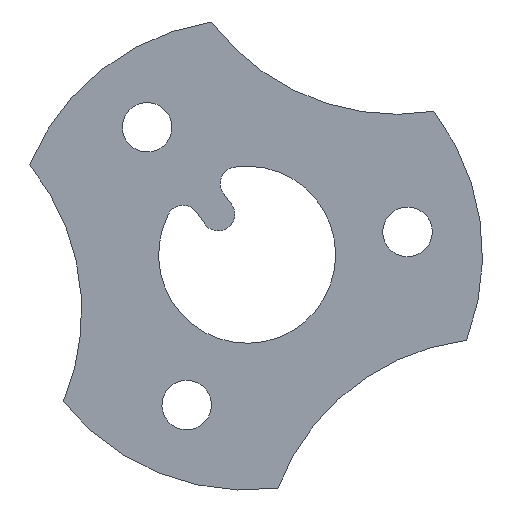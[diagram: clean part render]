
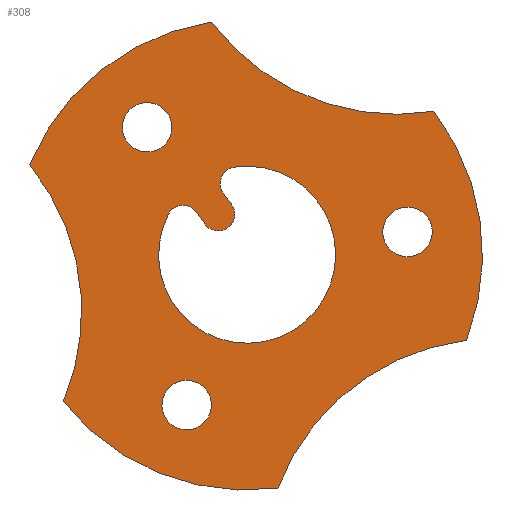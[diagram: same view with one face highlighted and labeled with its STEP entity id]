
A CAD part, left-side view. The second image highlights one B-rep face of the part: STEP entity #308.
In plain terms, the highlighted planar face has unit normal (-1, 0, 0).
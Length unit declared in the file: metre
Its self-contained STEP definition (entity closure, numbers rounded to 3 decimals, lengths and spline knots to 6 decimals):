
#35=LINE('',#540,#51);
#36=LINE('',#544,#52);
#51=VECTOR('',#436,1.);
#52=VECTOR('',#439,1.);
#80=ORIENTED_EDGE('',*,*,#164,.F.);
#81=ORIENTED_EDGE('',*,*,#165,.F.);
#82=ORIENTED_EDGE('',*,*,#166,.F.);
#83=ORIENTED_EDGE('',*,*,#167,.T.);
#84=ORIENTED_EDGE('',*,*,#168,.F.);
#85=ORIENTED_EDGE('',*,*,#169,.T.);
#86=ORIENTED_EDGE('',*,*,#170,.F.);
#87=ORIENTED_EDGE('',*,*,#171,.T.);
#88=ORIENTED_EDGE('',*,*,#172,.F.);
#89=ORIENTED_EDGE('',*,*,#173,.T.);
#90=ORIENTED_EDGE('',*,*,#174,.T.);
#91=ORIENTED_EDGE('',*,*,#175,.T.);
#92=ORIENTED_EDGE('',*,*,#176,.F.);
#93=ORIENTED_EDGE('',*,*,#177,.F.);
#94=ORIENTED_EDGE('',*,*,#178,.T.);
#164=EDGE_CURVE('',#206,#206,#234,.F.);
#165=EDGE_CURVE('',#207,#207,#235,.F.);
#166=EDGE_CURVE('',#208,#208,#236,.F.);
#167=EDGE_CURVE('',#209,#210,#237,.T.);
#168=EDGE_CURVE('',#211,#210,#238,.T.);
#169=EDGE_CURVE('',#211,#212,#239,.T.);
#170=EDGE_CURVE('',#213,#212,#240,.T.);
#171=EDGE_CURVE('',#213,#214,#241,.T.);
#172=EDGE_CURVE('',#209,#214,#242,.T.);
#173=EDGE_CURVE('',#215,#216,#243,.T.);
#174=EDGE_CURVE('',#216,#217,#244,.T.);
#175=EDGE_CURVE('',#217,#218,#35,.T.);
#176=EDGE_CURVE('',#219,#218,#245,.T.);
#177=EDGE_CURVE('',#220,#219,#36,.T.);
#178=EDGE_CURVE('',#220,#215,#246,.T.);
#206=VERTEX_POINT('',#518);
#207=VERTEX_POINT('',#520);
#208=VERTEX_POINT('',#522);
#209=VERTEX_POINT('',#524);
#210=VERTEX_POINT('',#525);
#211=VERTEX_POINT('',#527);
#212=VERTEX_POINT('',#529);
#213=VERTEX_POINT('',#531);
#214=VERTEX_POINT('',#533);
#215=VERTEX_POINT('',#536);
#216=VERTEX_POINT('',#537);
#217=VERTEX_POINT('',#539);
#218=VERTEX_POINT('',#541);
#219=VERTEX_POINT('',#543);
#220=VERTEX_POINT('',#545);
#234=CIRCLE('',#352,0.001191);
#235=CIRCLE('',#353,0.001191);
#236=CIRCLE('',#354,0.001191);
#237=CIRCLE('',#355,0.011135);
#238=CIRCLE('',#356,0.011311);
#239=CIRCLE('',#357,0.011135);
#240=CIRCLE('',#358,0.011311);
#241=CIRCLE('',#359,0.011135);
#242=CIRCLE('',#360,0.011311);
#243=CIRCLE('',#361,0.004254);
#244=CIRCLE('',#362,0.000794);
#245=CIRCLE('',#363,0.000794);
#246=CIRCLE('',#364,0.000794);
#252=EDGE_LOOP('',(#80));
#253=EDGE_LOOP('',(#81));
#254=EDGE_LOOP('',(#82));
#255=EDGE_LOOP('',(#83,#84,#85,#86,#87,#88));
#256=EDGE_LOOP('',(#89,#90,#91,#92,#93,#94));
#280=FACE_BOUND('',#252,.T.);
#281=FACE_BOUND('',#253,.T.);
#282=FACE_BOUND('',#254,.T.);
#283=FACE_BOUND('',#255,.T.);
#284=FACE_BOUND('',#256,.T.);
#304=PLANE('',#351);
#308=ADVANCED_FACE('',(#280,#281,#282,#283,#284),#304,.F.);
#351=AXIS2_PLACEMENT_3D('',#516,#412,#413);
#352=AXIS2_PLACEMENT_3D('',#517,#414,#415);
#353=AXIS2_PLACEMENT_3D('',#519,#416,#417);
#354=AXIS2_PLACEMENT_3D('',#521,#418,#419);
#355=AXIS2_PLACEMENT_3D('',#523,#420,#421);
#356=AXIS2_PLACEMENT_3D('',#526,#422,#423);
#357=AXIS2_PLACEMENT_3D('',#528,#424,#425);
#358=AXIS2_PLACEMENT_3D('',#530,#426,#427);
#359=AXIS2_PLACEMENT_3D('',#532,#428,#429);
#360=AXIS2_PLACEMENT_3D('',#534,#430,#431);
#361=AXIS2_PLACEMENT_3D('',#535,#432,#433);
#362=AXIS2_PLACEMENT_3D('',#538,#434,#435);
#363=AXIS2_PLACEMENT_3D('',#542,#437,#438);
#364=AXIS2_PLACEMENT_3D('',#546,#440,#441);
#412=DIRECTION('',(1.,0.,0.));
#413=DIRECTION('',(0.,0.392,0.92));
#414=DIRECTION('',(1.,0.,0.));
#415=DIRECTION('',(0.,-0.07,-0.998));
#416=DIRECTION('',(1.,0.,0.));
#417=DIRECTION('',(0.,-0.07,-0.998));
#418=DIRECTION('',(1.,0.,0.));
#419=DIRECTION('',(0.,-0.07,-0.998));
#420=DIRECTION('',(1.,0.,0.));
#421=DIRECTION('',(0.,0.92,-0.392));
#422=DIRECTION('',(1.,0.,0.));
#423=DIRECTION('',(0.,0.92,-0.392));
#424=DIRECTION('',(1.,0.,0.));
#425=DIRECTION('',(0.,0.92,-0.392));
#426=DIRECTION('',(1.,0.,0.));
#427=DIRECTION('',(0.,0.92,-0.392));
#428=DIRECTION('',(1.,0.,0.));
#429=DIRECTION('',(0.,0.92,-0.392));
#430=DIRECTION('',(1.,0.,0.));
#431=DIRECTION('',(0.,0.92,-0.392));
#432=DIRECTION('',(1.,0.,0.));
#433=DIRECTION('',(0.,-0.07,-0.998));
#434=DIRECTION('',(1.,0.,0.));
#435=DIRECTION('',(0.,-0.07,-0.998));
#436=DIRECTION('',(0.,-0.581,-0.814));
#437=DIRECTION('',(1.,0.,0.));
#438=DIRECTION('',(0.,-0.07,-0.998));
#439=DIRECTION('',(0.,-0.581,-0.814));
#440=DIRECTION('',(1.,0.,0.));
#441=DIRECTION('',(0.,-0.07,-0.998));
#516=CARTESIAN_POINT('',(-0.031317,0.473149,-0.039258));
#517=CARTESIAN_POINT('',(-0.031317,0.478061,-0.033407));
#518=CARTESIAN_POINT('',(-0.031317,0.477979,-0.034595));
#519=CARTESIAN_POINT('',(-0.031317,0.465554,-0.038433));
#520=CARTESIAN_POINT('',(-0.031317,0.465472,-0.039621));
#521=CARTESIAN_POINT('',(-0.031317,0.476161,-0.046751));
#522=CARTESIAN_POINT('',(-0.031317,0.476078,-0.047939));
#523=CARTESIAN_POINT('',(-0.031317,0.492337,-0.042247));
#524=CARTESIAN_POINT('',(-0.031317,0.483711,-0.035207));
#525=CARTESIAN_POINT('',(-0.031317,0.482088,-0.0466));
#526=CARTESIAN_POINT('',(-0.031317,0.473259,-0.039531));
#527=CARTESIAN_POINT('',(-0.031317,0.471777,-0.050744));
#528=CARTESIAN_POINT('',(-0.031317,0.461367,-0.054694));
#529=CARTESIAN_POINT('',(-0.031317,0.462722,-0.043642));
#530=CARTESIAN_POINT('',(-0.031317,0.473259,-0.039531));
#531=CARTESIAN_POINT('',(-0.031317,0.464288,-0.032641));
#532=CARTESIAN_POINT('',(-0.031317,0.466073,-0.02165));
#533=CARTESIAN_POINT('',(-0.031317,0.474967,-0.028349));
#534=CARTESIAN_POINT('',(-0.031317,0.473259,-0.039531));
#535=CARTESIAN_POINT('',(-0.031317,0.473259,-0.039531));
#536=CARTESIAN_POINT('',(-0.031317,0.473865,-0.03532));
#537=CARTESIAN_POINT('',(-0.031317,0.477043,-0.037587));
#538=CARTESIAN_POINT('',(-0.031317,0.476336,-0.03795));
#539=CARTESIAN_POINT('',(-0.031317,0.47569,-0.037489));
#540=CARTESIAN_POINT('',(-0.031317,0.475489,-0.037771));
#541=CARTESIAN_POINT('',(-0.031317,0.475288,-0.038053));
#542=CARTESIAN_POINT('',(-0.031317,0.474642,-0.037592));
#543=CARTESIAN_POINT('',(-0.031317,0.473995,-0.037131));
#544=CARTESIAN_POINT('',(-0.031317,0.474197,-0.036849));
#545=CARTESIAN_POINT('',(-0.031317,0.474398,-0.036567));
#546=CARTESIAN_POINT('',(-0.031317,0.473752,-0.036106));
